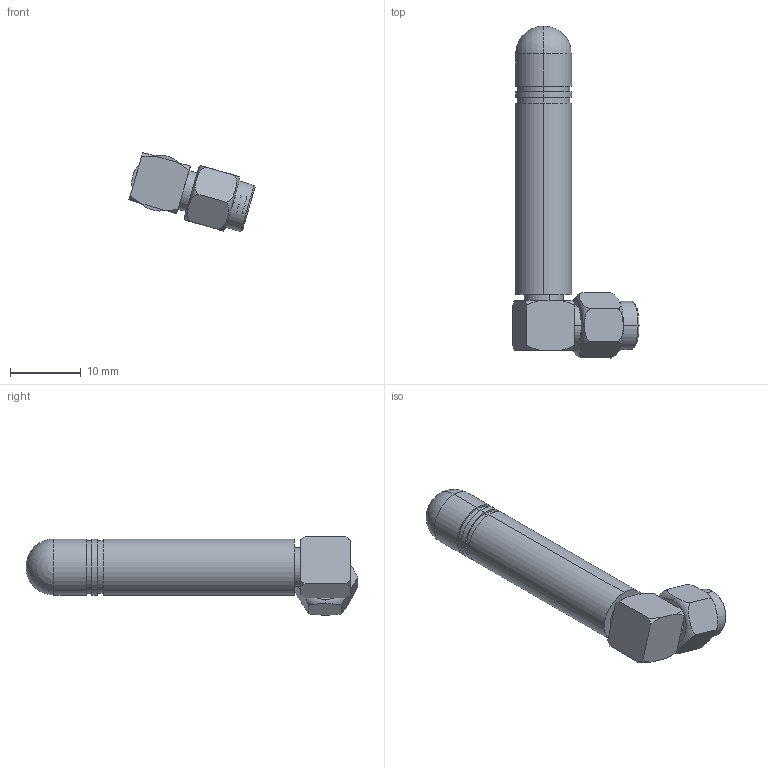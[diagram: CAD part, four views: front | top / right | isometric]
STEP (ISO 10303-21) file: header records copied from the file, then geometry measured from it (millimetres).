
FILE_DESCRIPTION (( 'STEP AP214' ), '1' );
FILE_NAME ('TI.10.0112_web.STEP', '2022-03-21T17:03:48', ( '' ), ( '' ), 'SwSTEP 2.0', 'SolidWorks 2018', '' );
FILE_SCHEMA (( 'AUTOMOTIVE_DESIGN' ));
Length unit declared in the file: millimetre
Products named in the file (1): TI.10.0112_web
Bounding box: 17.81 x 46.92 x 11.19 mm (x, y, z)
Surface area: 1722 mm2 (no closed solid volume)
Topology: 0 solids, 3 shells, 71 faces, 187 edges, 124 vertices
Faces by surface type: cylinder 30, plane 20, torus 12, cone 4, bspline 3, sphere 2
Entity records: 5358 total; most frequent: CARTESIAN_POINT 2957, ORIENTED_EDGE 349, DIRECTION 306, EDGE_CURVE 183, AXIS2_PLACEMENT_3D 127, VERTEX_POINT 122, EDGE_LOOP 79, UNCERTAINTY_MEASURE_WITH_UNIT 73
